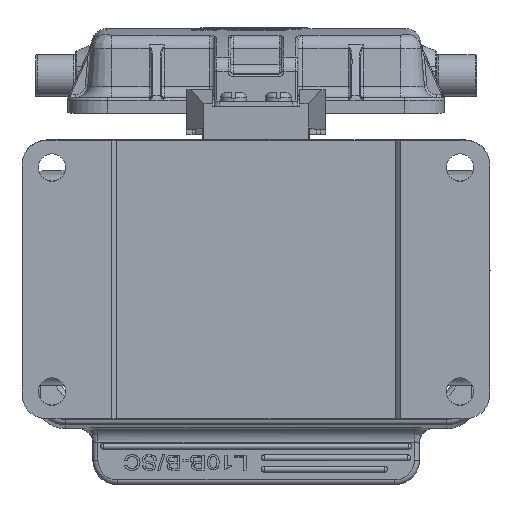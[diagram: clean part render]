
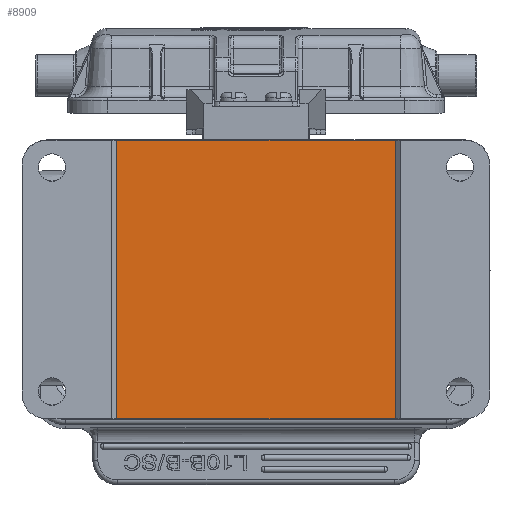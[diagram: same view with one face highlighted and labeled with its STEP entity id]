
A CAD part, front view. The second image highlights one B-rep face of the part: STEP entity #8909.
In plain terms, the highlighted planar face has unit normal (0, -1, -0.009).
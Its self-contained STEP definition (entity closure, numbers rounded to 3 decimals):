
#6510=PLANE('',#45032);
#8909=ADVANCED_FACE('',(#12090),#6510,.F.);
#12090=FACE_OUTER_BOUND('',#14427,.T.);
#14427=EDGE_LOOP('',(#30374,#30375,#30376,#30377));
#18010=LINE('',#92214,#20214);
#18011=LINE('',#92216,#20215);
#18012=LINE('',#92219,#20216);
#18013=LINE('',#92220,#20217);
#20214=VECTOR('',#53445,1.);
#20215=VECTOR('',#53448,1.);
#20216=VECTOR('',#53449,1.);
#20217=VECTOR('',#53450,1.);
#30374=ORIENTED_EDGE('',*,*,#41240,.F.);
#30375=ORIENTED_EDGE('',*,*,#41241,.F.);
#30376=ORIENTED_EDGE('',*,*,#41239,.T.);
#30377=ORIENTED_EDGE('',*,*,#41242,.F.);
#35603=VERTEX_POINT('',#92208);
#35606=VERTEX_POINT('',#92213);
#35607=VERTEX_POINT('',#92217);
#35608=VERTEX_POINT('',#92218);
#41239=EDGE_CURVE('',#35603,#35606,#18010,.T.);
#41240=EDGE_CURVE('',#35607,#35608,#18011,.T.);
#41241=EDGE_CURVE('',#35603,#35607,#18012,.T.);
#41242=EDGE_CURVE('',#35608,#35606,#18013,.T.);
#45032=AXIS2_PLACEMENT_3D('',#92221,#53451,#53452);
#53445=DIRECTION('',(0.,0.009,-1.));
#53448=DIRECTION('',(0.,0.009,-1.));
#53449=DIRECTION('',(1.,0.,0.));
#53450=DIRECTION('',(-1.,0.,0.));
#53451=DIRECTION('',(0.,1.,0.009));
#53452=DIRECTION('',(0.,-0.009,1.));
#92208=CARTESIAN_POINT('',(18.986,-22.267,5.854));
#92213=CARTESIAN_POINT('',(18.986,-21.779,-50.144));
#92214=CARTESIAN_POINT('',(18.986,-22.267,5.854));
#92216=CARTESIAN_POINT('',(74.986,-22.285,5.854));
#92217=CARTESIAN_POINT('',(74.986,-22.285,5.854));
#92218=CARTESIAN_POINT('',(74.986,-21.796,-50.144));
#92219=CARTESIAN_POINT('',(18.986,-22.267,5.854));
#92220=CARTESIAN_POINT('',(74.986,-21.796,-50.144));
#92221=CARTESIAN_POINT('',(46.986,-22.032,-22.145));
